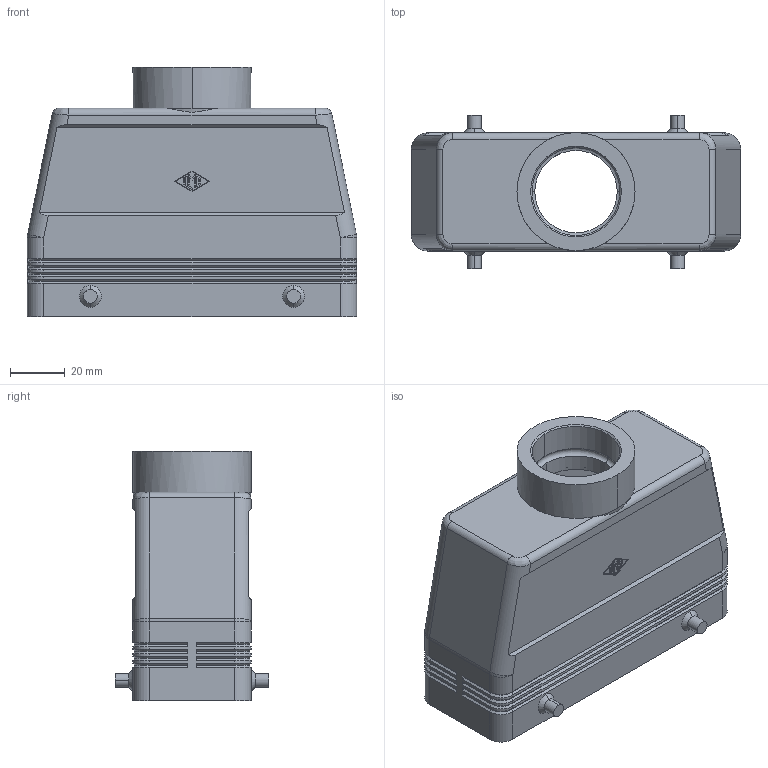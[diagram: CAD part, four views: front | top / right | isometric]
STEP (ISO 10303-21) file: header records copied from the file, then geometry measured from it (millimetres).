
FILE_DESCRIPTION(('Creo Elements/Direct Modeling STEP Export'),'2;1');
FILE_NAME('0ln7uvk49bkpu954516','2017-02-23T 9:39:50',(''),(''),'PTC Creo Elements/Direct Modeling STEP processor for AP214 (Solid Model)','PTC Creo Elements/Direct Modeling 19.0E 27-Jun-2016 (C) Parametric Technology GmbH','');
FILE_SCHEMA(('AUTOMOTIVE_DESIGN { 1 0 10303 214 1 1 1 1 }'));
Length unit declared in the file: millimetre
Products named in the file (1): MAVE_24.32
Bounding box: 120 x 56 x 91 mm (x, y, z)
Volume: 92695.5 mm3; surface area: 57037.9 mm2
Topology: 1 solids, 1 shells, 341 faces, 813 edges, 486 vertices
Faces by surface type: plane 179, cylinder 100, cone 52, bspline 4, sphere 4, torus 2
Entity records: 12793 total; most frequent: CARTESIAN_POINT 2289, ORIENTED_EDGE 1610, DIRECTION 1609, EDGE_CURVE 805, VECTOR 553, LINE 553, AXIS2_PLACEMENT_3D 528, VERTEX_POINT 486
